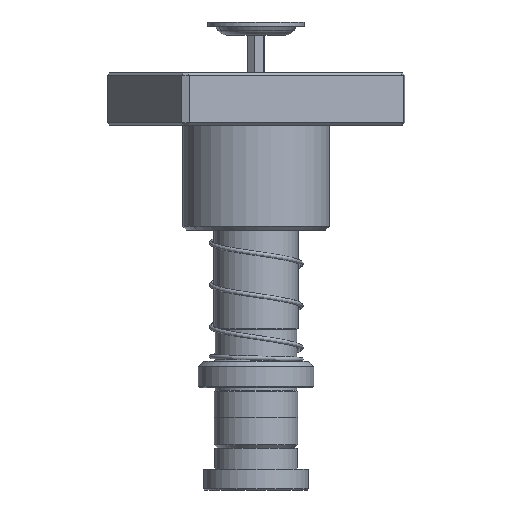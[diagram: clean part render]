
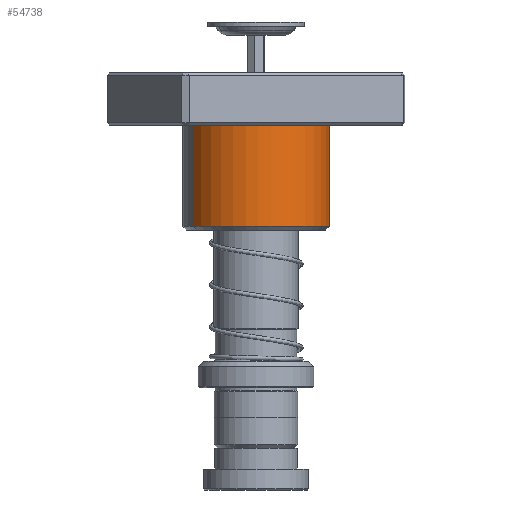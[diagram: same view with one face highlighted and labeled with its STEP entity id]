
A CAD part, front view. The second image highlights one B-rep face of the part: STEP entity #54738.
In plain terms, the highlighted cylindrical face has radius 28 mm (diameter 56 mm), a partial arc.
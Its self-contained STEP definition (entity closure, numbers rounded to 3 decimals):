
#1939 = ORIENTED_EDGE ( 'NONE', *, *, #11031, .T. ) ;
#1941 = CARTESIAN_POINT ( 'NONE',  ( 0., 0., 58.5 ) ) ;
#1943 = FACE_OUTER_BOUND ( 'NONE', #7753, .T. ) ;
#3597 = DIRECTION ( 'NONE',  ( 0., 0., -1. ) ) ;
#3882 = CARTESIAN_POINT ( 'NONE',  ( 0., 0., 60. ) ) ;
#4983 = DIRECTION ( 'NONE',  ( -1., 0., 0. ) ) ;
#6275 = DIRECTION ( 'NONE',  ( 1., 0., 0. ) ) ;
#7753 = EDGE_LOOP ( 'NONE', ( #39116, #1939, #15681, #8631, #11281 ) ) ;
#8631 = ORIENTED_EDGE ( 'NONE', *, *, #20364, .T. ) ;
#8935 = DIRECTION ( 'NONE',  ( 0., 0., -1. ) ) ;
#9261 = CARTESIAN_POINT ( 'NONE',  ( 0., 0., 20. ) ) ;
#9826 = EDGE_CURVE ( 'NONE', #14636, #40723, #17670, .T. ) ;
#9923 = DIRECTION ( 'NONE',  ( 0., 0., 1. ) ) ;
#11031 = EDGE_CURVE ( 'NONE', #14636, #54192, #35182, .T. ) ;
#11281 = ORIENTED_EDGE ( 'NONE', *, *, #48578, .T. ) ;
#12442 = LINE ( 'NONE', #47912, #40106 ) ;
#13027 = DIRECTION ( 'NONE',  ( 1., 0., 0. ) ) ;
#13053 = VERTEX_POINT ( 'NONE', #52720 ) ;
#14636 = VERTEX_POINT ( 'NONE', #39598 ) ;
#15523 = CARTESIAN_POINT ( 'NONE',  ( 28., 0., 20. ) ) ;
#15681 = ORIENTED_EDGE ( 'NONE', *, *, #48576, .T. ) ;
#17670 = LINE ( 'NONE', #20691, #41961 ) ;
#17813 = DIRECTION ( 'NONE',  ( 1., 0., 0. ) ) ;
#20364 = EDGE_CURVE ( 'NONE', #26707, #13053, #54558, .T. ) ;
#20691 = CARTESIAN_POINT ( 'NONE',  ( 28., 0., 60. ) ) ;
#23545 = CARTESIAN_POINT ( 'NONE',  ( -28., 0., 20. ) ) ;
#24166 = CYLINDRICAL_SURFACE ( 'NONE', #38072, 28. ) ;
#25987 = CARTESIAN_POINT ( 'NONE',  ( -28., 0., 58.5 ) ) ;
#26707 = VERTEX_POINT ( 'NONE', #23545 ) ;
#27369 = AXIS2_PLACEMENT_3D ( 'NONE', #35744, #9923, #17813 ) ;
#29801 = AXIS2_PLACEMENT_3D ( 'NONE', #1941, #32125, #6275 ) ;
#32125 = DIRECTION ( 'NONE',  ( 0., 0., -1. ) ) ;
#34374 = AXIS2_PLACEMENT_3D ( 'NONE', #9261, #48277, #13027 ) ;
#35182 = CIRCLE ( 'NONE', #29801, 28. ) ;
#35744 = CARTESIAN_POINT ( 'NONE',  ( 0., 0., 20. ) ) ;
#38072 = AXIS2_PLACEMENT_3D ( 'NONE', #3882, #8935, #4983 ) ;
#38877 = DIRECTION ( 'NONE',  ( 0., 0., -1. ) ) ;
#39116 = ORIENTED_EDGE ( 'NONE', *, *, #9826, .F. ) ;
#39598 = CARTESIAN_POINT ( 'NONE',  ( 28., 0., 58.5 ) ) ;
#40106 = VECTOR ( 'NONE', #38877, 1000. ) ;
#40723 = VERTEX_POINT ( 'NONE', #15523 ) ;
#41961 = VECTOR ( 'NONE', #3597, 1000. ) ;
#44153 = CIRCLE ( 'NONE', #34374, 28. ) ;
#47912 = CARTESIAN_POINT ( 'NONE',  ( -28., 0., 60. ) ) ;
#48277 = DIRECTION ( 'NONE',  ( 0., 0., 1. ) ) ;
#48576 = EDGE_CURVE ( 'NONE', #54192, #26707, #12442, .T. ) ;
#48578 = EDGE_CURVE ( 'NONE', #13053, #40723, #44153, .T. ) ;
#52720 = CARTESIAN_POINT ( 'NONE',  ( 0., -28., 20. ) ) ;
#54192 = VERTEX_POINT ( 'NONE', #25987 ) ;
#54558 = CIRCLE ( 'NONE', #27369, 28. ) ;
#54738 = ADVANCED_FACE ( 'NONE', ( #1943 ), #24166, .T. ) ;
